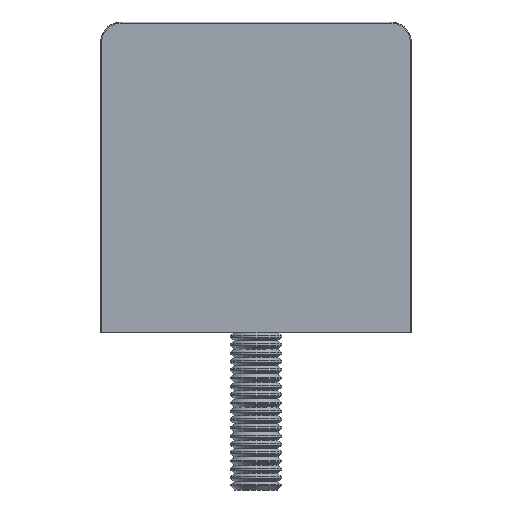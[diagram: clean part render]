
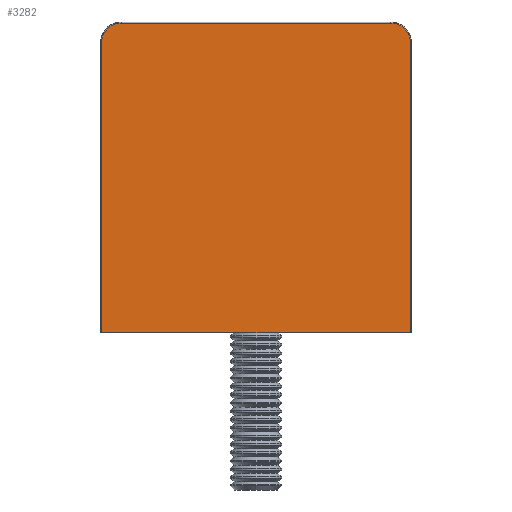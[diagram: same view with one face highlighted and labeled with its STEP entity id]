
A CAD part, left-side view. The second image highlights one B-rep face of the part: STEP entity #3282.
In plain terms, the highlighted planar face has unit normal (-1, 0, 0).
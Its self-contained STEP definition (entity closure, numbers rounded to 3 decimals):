
#509 = VERTEX_POINT ( 'NONE', #27250 ) ;
#648 = ORIENTED_EDGE ( 'NONE', *, *, #11621, .T. ) ;
#677 = CARTESIAN_POINT ( 'NONE',  ( 0., 13., 29.9 ) ) ;
#2346 = ORIENTED_EDGE ( 'NONE', *, *, #21725, .T. ) ;
#2513 = AXIS2_PLACEMENT_3D ( 'NONE', #27473, #36270, #10695 ) ;
#2870 = ORIENTED_EDGE ( 'NONE', *, *, #17084, .T. ) ;
#3217 = CARTESIAN_POINT ( 'NONE',  ( 0., 13., 29.9 ) ) ;
#3282 = ADVANCED_FACE ( 'NONE', ( #8477 ), #32305, .T. ) ;
#3620 = CARTESIAN_POINT ( 'NONE',  ( 0., 0., 0. ) ) ;
#3822 = CARTESIAN_POINT ( 'NONE',  ( 0., 13., 28. ) ) ;
#6453 = VERTEX_POINT ( 'NONE', #12072 ) ;
#7705 = CIRCLE ( 'NONE', #19811, 1.9 ) ;
#8477 = FACE_OUTER_BOUND ( 'NONE', #23815, .T. ) ;
#9596 = DIRECTION ( 'NONE',  ( -1., 0., 0. ) ) ;
#9965 = ORIENTED_EDGE ( 'NONE', *, *, #11182, .T. ) ;
#10357 = VERTEX_POINT ( 'NONE', #20204 ) ;
#10588 = ORIENTED_EDGE ( 'NONE', *, *, #23247, .T. ) ;
#10695 = DIRECTION ( 'NONE',  ( 0., 0., 1. ) ) ;
#11182 = EDGE_CURVE ( 'NONE', #22526, #14571, #7705, .T. ) ;
#11621 = EDGE_CURVE ( 'NONE', #10357, #22526, #13936, .T. ) ;
#12072 = CARTESIAN_POINT ( 'NONE',  ( 0., 14.9, 0. ) ) ;
#12876 = CARTESIAN_POINT ( 'NONE',  ( 0., 14.9, 0. ) ) ;
#13056 = VECTOR ( 'NONE', #17670, 1000. ) ;
#13500 = LINE ( 'NONE', #20414, #13056 ) ;
#13936 = LINE ( 'NONE', #677, #24665 ) ;
#14571 = VERTEX_POINT ( 'NONE', #20300 ) ;
#14987 = CARTESIAN_POINT ( 'NONE',  ( 0., 15., 0. ) ) ;
#15159 = DIRECTION ( 'NONE',  ( -1., 0., 0. ) ) ;
#15541 = LINE ( 'NONE', #12876, #31130 ) ;
#17084 = EDGE_CURVE ( 'NONE', #14571, #6453, #15541, .T. ) ;
#17670 = DIRECTION ( 'NONE',  ( 0., 0., 1. ) ) ;
#19811 = AXIS2_PLACEMENT_3D ( 'NONE', #3822, #15159, #35230 ) ;
#20204 = CARTESIAN_POINT ( 'NONE',  ( 0., -13., 29.9 ) ) ;
#20300 = CARTESIAN_POINT ( 'NONE',  ( 0., 14.9, 28. ) ) ;
#20414 = CARTESIAN_POINT ( 'NONE',  ( 0., -14.9, 28. ) ) ;
#20642 = DIRECTION ( 'NONE',  ( 0., 1., 0. ) ) ;
#21725 = EDGE_CURVE ( 'NONE', #509, #30002, #13500, .T. ) ;
#21940 = CIRCLE ( 'NONE', #2513, 1.9 ) ;
#22134 = CARTESIAN_POINT ( 'NONE',  ( 0., -14.9, 28. ) ) ;
#22526 = VERTEX_POINT ( 'NONE', #3217 ) ;
#23069 = EDGE_CURVE ( 'NONE', #509, #6453, #34885, .T. ) ;
#23247 = EDGE_CURVE ( 'NONE', #30002, #10357, #21940, .T. ) ;
#23706 = DIRECTION ( 'NONE',  ( 0., 1., 0. ) ) ;
#23815 = EDGE_LOOP ( 'NONE', ( #30628, #2346, #10588, #648, #9965, #2870 ) ) ;
#24665 = VECTOR ( 'NONE', #20642, 1000. ) ;
#27250 = CARTESIAN_POINT ( 'NONE',  ( 0., -14.9, 0. ) ) ;
#27473 = CARTESIAN_POINT ( 'NONE',  ( 0., -13., 28. ) ) ;
#30002 = VERTEX_POINT ( 'NONE', #22134 ) ;
#30628 = ORIENTED_EDGE ( 'NONE', *, *, #23069, .F. ) ;
#31130 = VECTOR ( 'NONE', #32850, 1000. ) ;
#32305 = PLANE ( 'NONE',  #33456 ) ;
#32850 = DIRECTION ( 'NONE',  ( 0., 0., -1. ) ) ;
#33456 = AXIS2_PLACEMENT_3D ( 'NONE', #3620, #9596, #35043 ) ;
#34885 = LINE ( 'NONE', #14987, #35761 ) ;
#35043 = DIRECTION ( 'NONE',  ( 0., 0., 1. ) ) ;
#35230 = DIRECTION ( 'NONE',  ( 0., 0., 1. ) ) ;
#35761 = VECTOR ( 'NONE', #23706, 1000. ) ;
#36270 = DIRECTION ( 'NONE',  ( -1., 0., 0. ) ) ;
